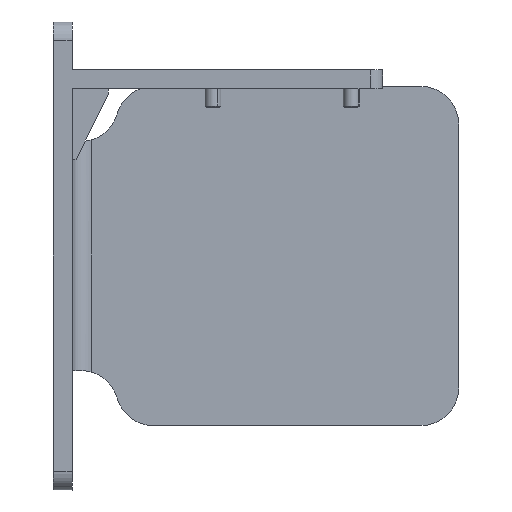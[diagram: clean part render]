
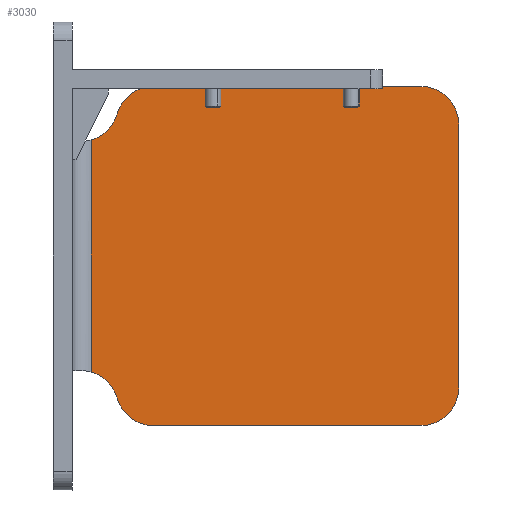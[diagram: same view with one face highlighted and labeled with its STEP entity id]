
A CAD part, front view. The second image highlights one B-rep face of the part: STEP entity #3030.
In plain terms, the highlighted planar face has unit normal (0, -1, 0).
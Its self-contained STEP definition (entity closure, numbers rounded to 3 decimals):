
#60=CARTESIAN_POINT('',(131.003,90.617,0.));
#70=DIRECTION('',(0.,0.,1.));
#80=VECTOR('',#70,1.);
#90=LINE('',#60,#80);
#100=CARTESIAN_POINT('',(131.003,90.617,
23.827));
#110=VERTEX_POINT('',#100);
#120=CARTESIAN_POINT('',(131.003,90.617,109.));
#130=VERTEX_POINT('',#120);
#140=EDGE_CURVE('',#110,#130,#90,.T.);
#460=CARTESIAN_POINT('',(28.5,90.617,
0.725));
#470=DIRECTION('',(0.,-1.,0.));
#480=DIRECTION('',(-1.,0.,0.));
#490=AXIS2_PLACEMENT_3D('',#460,#470,#480);
#500=CIRCLE('',#490,12.);
#510=CARTESIAN_POINT('',(40.044,90.617,
4.));
#520=VERTEX_POINT('',#510);
#530=CARTESIAN_POINT('',(31.751,90.617,
12.276));
#540=VERTEX_POINT('',#530);
#550=EDGE_CURVE('',#520,#540,#500,.T.);
#1940=CARTESIAN_POINT('',(23.003,90.617,
23.827));
#1950=VERTEX_POINT('',#1940);
#1980=CARTESIAN_POINT('',(35.003,90.617,
23.827));
#1990=DIRECTION('',(0.,-1.,0.));
#2000=DIRECTION('',(-1.,0.,0.));
#2010=AXIS2_PLACEMENT_3D('',#1980,#1990,#2000);
#2020=CIRCLE('',#2010,12.);
#2030=EDGE_CURVE('',#1950,#540,#2020,.T.);
#2370=CARTESIAN_POINT('',(113.5,90.617,
-4.5));
#2380=DIRECTION('',(0.,-1.,0.));
#2390=DIRECTION('',(0.,0.,1.));
#2400=AXIS2_PLACEMENT_3D('',#2370,#2380,#2390);
#2410=PLANE('',#2400);
#2420=ORIENTED_EDGE('',*,*,#550,.F.);
#2430=ORIENTED_EDGE('',*,*,#2030,.T.);
#2440=CARTESIAN_POINT('',(23.003,90.617,0.));
#2450=DIRECTION('',(0.,0.,-1.));
#2460=VECTOR('',#2450,1.);
#2470=LINE('',#2440,#2460);
#2480=CARTESIAN_POINT('',(23.003,90.617,109.));
#2490=VERTEX_POINT('',#2480);
#2500=EDGE_CURVE('',#2490,#1950,#2470,.T.);
#2510=ORIENTED_EDGE('',*,*,#2500,.T.);
#2520=CARTESIAN_POINT('',(35.003,90.617,109.));
#2530=DIRECTION('',(0.,-1.,0.));
#2540=DIRECTION('',(-1.,0.,0.));
#2550=AXIS2_PLACEMENT_3D('',#2520,#2530,#2540);
#2560=CIRCLE('',#2550,12.);
#2570=CARTESIAN_POINT('',(35.003,90.617,121.));
#2580=VERTEX_POINT('',#2570);
#2590=EDGE_CURVE('',#2580,#2490,#2560,.T.);
#2600=ORIENTED_EDGE('',*,*,#2590,.T.);
#2610=CARTESIAN_POINT('',(0.,90.617,121.));
#2620=DIRECTION('',(1.,0.,0.));
#2630=VECTOR('',#2620,1.);
#2640=LINE('',#2610,#2630);
#2650=CARTESIAN_POINT('',(119.003,90.617,121.));
#2660=VERTEX_POINT('',#2650);
#2670=EDGE_CURVE('',#2580,#2660,#2640,.T.);
#2680=ORIENTED_EDGE('',*,*,#2670,.F.);
#2690=CARTESIAN_POINT('',(119.003,90.617,109.));
#2700=DIRECTION('',(0.,-1.,0.));
#2710=DIRECTION('',(-1.,0.,0.));
#2720=AXIS2_PLACEMENT_3D('',#2690,#2700,#2710);
#2730=CIRCLE('',#2720,12.);
#2740=EDGE_CURVE('',#130,#2660,#2730,.T.);
#2750=ORIENTED_EDGE('',*,*,#2740,.T.);
#2760=ORIENTED_EDGE('',*,*,#140,.T.);
#2770=CARTESIAN_POINT('',(119.003,90.617,
23.827));
#2780=DIRECTION('',(0.,1.,0.));
#2790=DIRECTION('',(1.,0.,0.));
#2800=AXIS2_PLACEMENT_3D('',#2770,#2780,#2790);
#2810=CIRCLE('',#2800,12.);
#2820=CARTESIAN_POINT('',(122.251,90.617,
12.275));
#2830=VERTEX_POINT('',#2820);
#2840=EDGE_CURVE('',#110,#2830,#2810,.T.);
#2850=ORIENTED_EDGE('',*,*,#2840,.F.);
#2860=CARTESIAN_POINT('',(125.5,90.617,
0.723));
#2870=DIRECTION('',(0.,1.,0.));
#2880=DIRECTION('',(1.,0.,0.));
#2890=AXIS2_PLACEMENT_3D('',#2860,#2870,#2880);
#2900=CIRCLE('',#2890,12.);
#2910=CARTESIAN_POINT('',(113.956,90.617,4.));
#2920=VERTEX_POINT('',#2910);
#2930=EDGE_CURVE('',#2920,#2830,#2900,.T.);
#2940=ORIENTED_EDGE('',*,*,#2930,.T.);
#2950=CARTESIAN_POINT('',(0.,90.617,4.));
#2960=DIRECTION('',(-1.,0.,0.));
#2970=VECTOR('',#2960,1.);
#2980=LINE('',#2950,#2970);
#2990=EDGE_CURVE('',#2920,#520,#2980,.T.);
#3000=ORIENTED_EDGE('',*,*,#2990,.F.);
#3010=EDGE_LOOP('',(#3000,#2940,#2850,#2760,#2750,#2680,#2600,#2510,
#2430,#2420));
#3020=FACE_OUTER_BOUND('',#3010,.T.);
#3030=ADVANCED_FACE('',(#3020),#2410,.T.);
